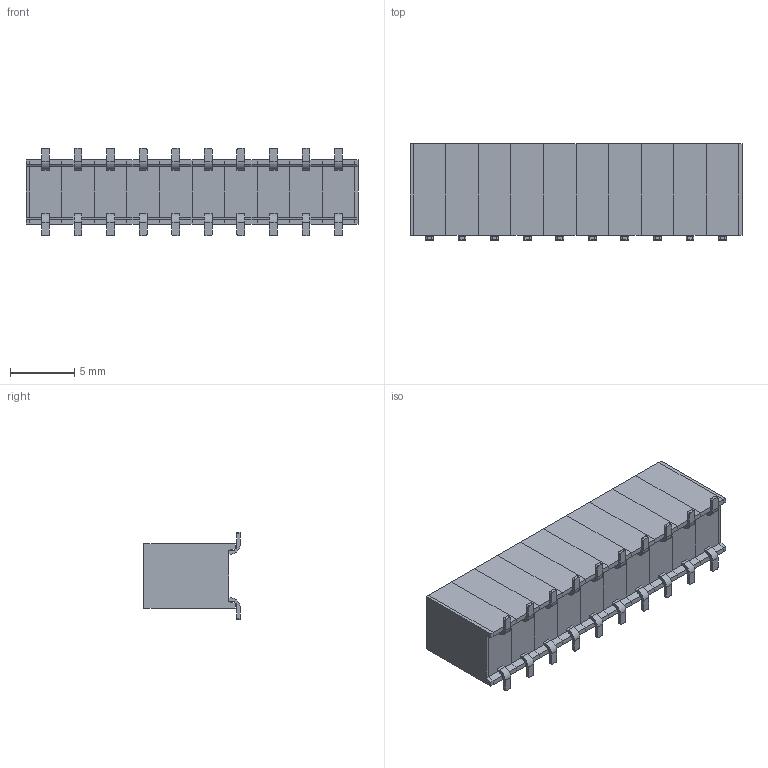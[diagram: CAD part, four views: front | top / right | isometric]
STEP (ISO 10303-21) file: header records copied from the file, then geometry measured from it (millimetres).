
FILE_DESCRIPTION (( 'STEP AP214' ), '1' );
FILE_NAME ('NPTC102KFMS-RC.STEP', '2024-10-24T22:48:08', ( '' ), ( '' ), 'SwSTEP 2.0', 'SolidWorks 2021', '' );
FILE_SCHEMA (( 'AUTOMOTIVE_DESIGN' ));
Length unit declared in the file: millimetre
Products named in the file (3): NPTC102KFMS-RC; NPPC032KFMS-RC_C10S; Pin - Tin
Assembly tree (11 placements, depth 2):
  NPTC102KFMS-RC
    NPPC032KFMS-RC_C10S
    Pin - Tin  x10
Bounding box: 25.91 x 7.49 x 6.86 mm (x, y, z)
Volume: 851.4 mm3; surface area: 1598.5 mm2
Topology: 32 solids, 32 shells, 540 faces, 1288 edges, 832 vertices
Faces by surface type: plane 460, cylinder 80
Entity records: 9178 total; most frequent: CARTESIAN_POINT 1558, ORIENTED_EDGE 1496, DIRECTION 1440, EDGE_CURVE 748, LINE 732, VECTOR 732, VERTEX_POINT 472, AXIS2_PLACEMENT_3D 354
